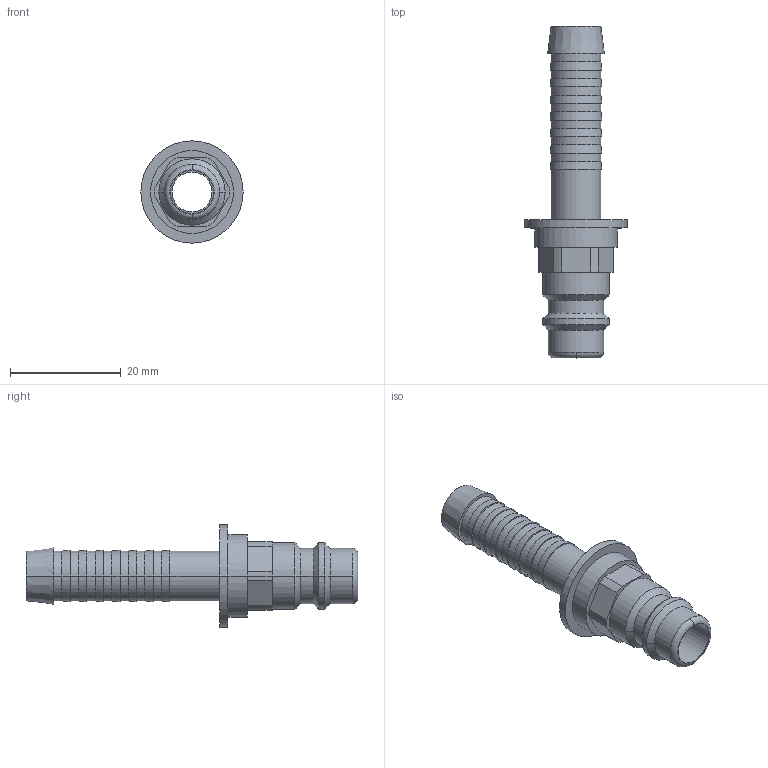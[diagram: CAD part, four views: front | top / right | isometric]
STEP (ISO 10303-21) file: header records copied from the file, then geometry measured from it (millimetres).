
FILE_DESCRIPTION(('STEP AP214'),'1');
FILE_NAME('esik_9_ss.stp','2020-03-05T09:14:49',('TraceParts'),('TraceParts S.A.'),'Spatial InterOp 3D',' ',' ');
FILE_SCHEMA(('automotive_design'));
Length unit declared in the file: millimetre
Products named in the file (1): 1
Bounding box: 18.5 x 60 x 18.5 mm (x, y, z)
Volume: 2740.6 mm3; surface area: 3885.5 mm2
Topology: 1 solids, 1 shells, 85 faces, 185 edges, 115 vertices
Faces by surface type: cylinder 40, cone 22, plane 21, torus 2
Entity records: 3044 total; most frequent: DIRECTION 462, CARTESIAN_POINT 386, ORIENTED_EDGE 370, AXIS2_PLACEMENT_3D 191, EDGE_CURVE 185, VERTEX_POINT 115, CIRCLE 105, EDGE_LOOP 100
